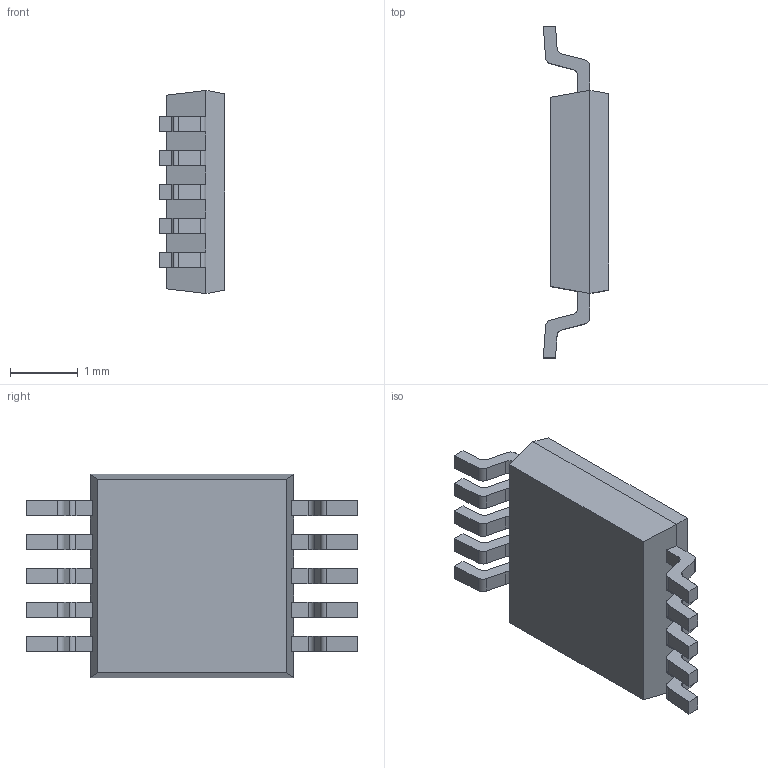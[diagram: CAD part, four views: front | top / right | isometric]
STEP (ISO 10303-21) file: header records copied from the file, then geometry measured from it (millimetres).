
FILE_DESCRIPTION((''),'2;1');
FILE_NAME('CDMSP10-0504M','2012-07-20T',('ryans'),('Bourns, Inc.'),'PRO/ENGINEER BY PARAMETRIC TECHNOLOGY CORPORATION, 2010100','PRO/ENGINEER BY PARAMETRIC TECHNOLOGY CORPORATION, 2010100','');
FILE_SCHEMA(('CONFIG_CONTROL_DESIGN'));
Length unit declared in the file: millimetre
Products named in the file (1): CDMSP10-0504M
Bounding box: 0.97 x 4.9 x 3 mm (x, y, z)
Volume: 8 mm3; surface area: 37.3 mm2
Topology: 1 solids, 1 shells, 140 faces, 390 edges, 252 vertices
Faces by surface type: plane 100, cylinder 40
Entity records: 4480 total; most frequent: CARTESIAN_POINT 782, ORIENTED_EDGE 780, DIRECTION 750, EDGE_CURVE 390, VECTOR 310, LINE 310, VERTEX_POINT 252, AXIS2_PLACEMENT_3D 220
